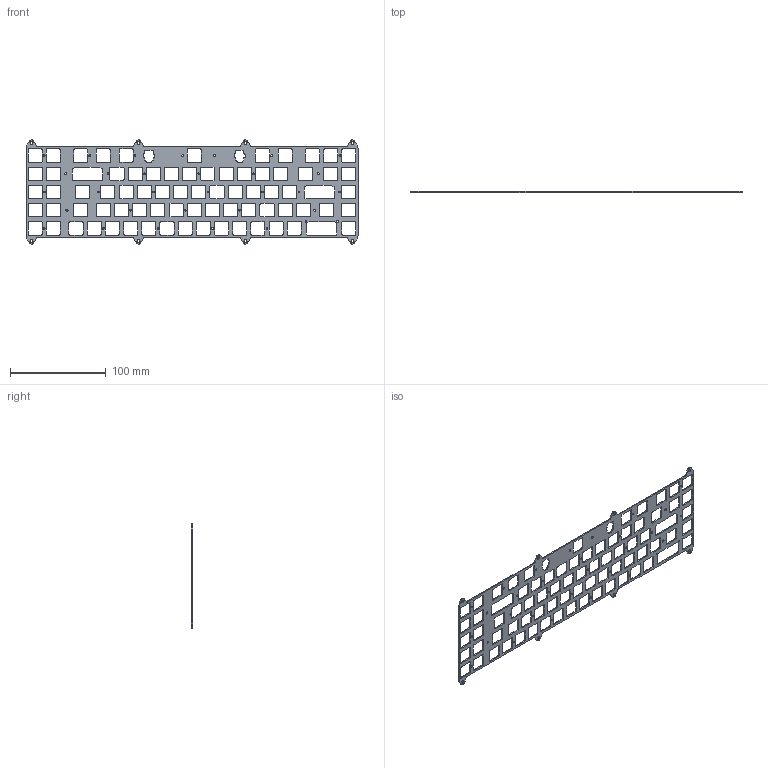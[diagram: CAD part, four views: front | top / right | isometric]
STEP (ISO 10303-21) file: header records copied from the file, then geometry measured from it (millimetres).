
FILE_DESCRIPTION (( 'STEP AP214' ), '1' );
FILE_NAME ('Styrka_R1_6U_Full-BS_Plate.STEP', '2023-05-23T03:27:30', ( '' ), ( '' ), 'SwSTEP 2.0', 'SolidWorks 2019', '' );
FILE_SCHEMA (( 'AUTOMOTIVE_DESIGN' ));
Length unit declared in the file: millimetre
Products named in the file (1): Styrka_R1_6U_Full-BS_Plate
Bounding box: 347.66 x 1.2 x 109.25 mm (x, y, z)
Volume: 19766.5 mm3; surface area: 39822.1 mm2
Topology: 1 solids, 1 shells, 830 faces, 2472 edges, 1644 vertices
Faces by surface type: cylinder 454, plane 364, cone 12
Entity records: 28670 total; most frequent: DIRECTION 5054, CARTESIAN_POINT 4947, ORIENTED_EDGE 4944, EDGE_CURVE 2472, AXIS2_PLACEMENT_3D 1751, VERTEX_POINT 1644, LINE 1552, VECTOR 1552
